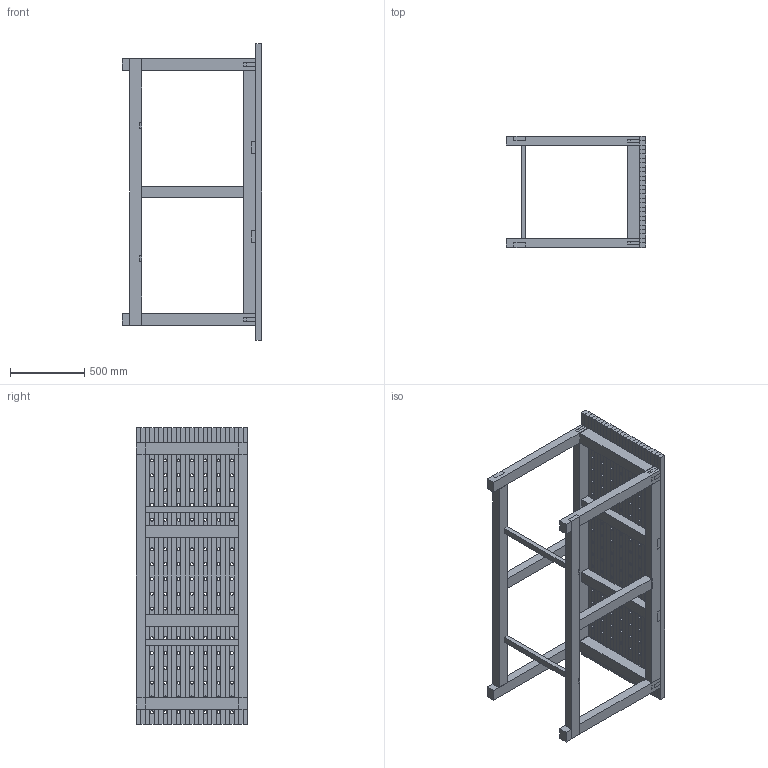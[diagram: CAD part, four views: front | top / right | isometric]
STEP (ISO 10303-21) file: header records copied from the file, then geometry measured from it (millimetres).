
FILE_DESCRIPTION(/* description */ (''),/* implementation_level */ '2;1');
FILE_NAME(/* name */ 'Zusammebau.stp',/* time_stamp */ '2020-01-24T09:29:52+01:00',/* author */ ('Köcher'),/* organization */ (''),/* preprocessor_version */ 'ST-DEVELOPER v17',/* originating_system */ 'Autodesk Inventor 2019',/* authorisation */ '');
FILE_SCHEMA (('AUTOMOTIVE_DESIGN { 1 0 10303 214 3 1 1 }'));
Length unit declared in the file: millimetre
Products named in the file (32): Zusammebau; T1; T1_1; Querbalken-01; Querbalken-01_1; Querbalken-01_2; Querbalken-01_3; T1_2; T1_3; Querbalken_unten-01; Querbalken_unten-01_1; Querbalken_unten-01_2; Querbalken_unten-01_3; Eckbalken_Mitte; Tischplatte; Kantholz; Kantholz_1; Kantholz_2; Kantholz_3; Kantholz_4; Kantholz_5; Kantholz_6; Kantholz_7; Kantholz_8; Kantholz_9; Kantholz_10; Kantholz_11; Kantholz_12; Kantholz_13; Kantholz_14; Kantholz_15; Kantholz_16
Assembly tree (42 placements, depth 3):
  Zusammebau
    T1
    T1_1
    Querbalken-01
    Querbalken-01_1
    Querbalken-01_2
    Querbalken-01_3
    T1_2
    T1_3
    Querbalken_unten-01
    Querbalken_unten-01_1
    Eckbalken_Mitte  x2
    Querbalken_unten-01_2  x2
    Querbalken_unten-01_3  x2
    Tischplatte
      Kantholz
      Kantholz_1
      Kantholz_14  x9
      Kantholz_2
      Kantholz_3
      Kantholz_4
      Kantholz_5
      Kantholz_6
      Kantholz_7
      Kantholz_8
      Kantholz_9
      Kantholz_10
      Kantholz_11
      Kantholz_12
      Kantholz_13
      Kantholz_15
      Kantholz_16
Bounding box: 940 x 750.91 x 2000 mm (x, y, z)
Volume: 129558006 mm3; surface area: 11968699.1 mm2
Topology: 41 solids, 41 shells, 599 faces, 1672 edges, 1159 vertices
Faces by surface type: plane 466, cylinder 133
Full cylindrical faces by diameter (mm): 20 x133
Entity records: 19305 total; most frequent: CARTESIAN_POINT 3122, DIRECTION 3073, ORIENTED_EDGE 2984, EDGE_CURVE 1492, LINE 1093, VECTOR 1093, VERTEX_POINT 1039, AXIS2_PLACEMENT_3D 990
